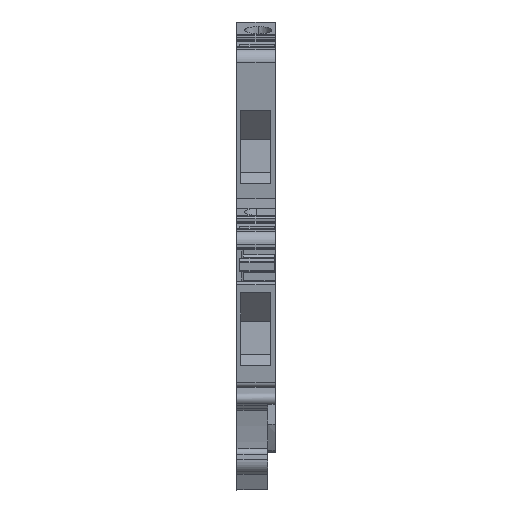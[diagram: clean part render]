
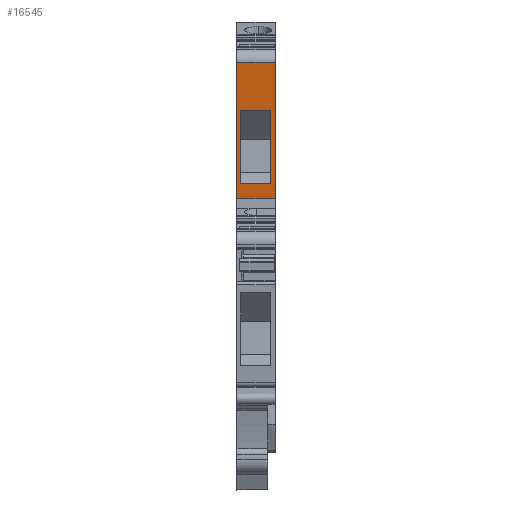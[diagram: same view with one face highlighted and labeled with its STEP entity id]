
A CAD part, front view. The second image highlights one B-rep face of the part: STEP entity #16545.
In plain terms, the highlighted planar face has unit normal (0, -0.985, -0.173).
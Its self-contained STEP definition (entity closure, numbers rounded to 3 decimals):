
#16526=AXIS2_PLACEMENT_3D('Plane Axis2P3D',#16523,#16524,#16525) ;
#2575=CARTESIAN_POINT('Vertex',(5.1,14.023,56.877)) ;
#2578=CARTESIAN_POINT('Line Origine',(5.1,15.618,47.813)) ;
#2582=CARTESIAN_POINT('Vertex',(5.1,17.214,38.75)) ;
#6120=CARTESIAN_POINT('Vertex',(0.,17.214,38.75)) ;
#6123=CARTESIAN_POINT('Line Origine',(0.,15.618,47.813)) ;
#6127=CARTESIAN_POINT('Vertex',(0.,14.023,56.877)) ;
#11248=CARTESIAN_POINT('Line Origine',(0.5,16.011,45.585)) ;
#11252=CARTESIAN_POINT('Vertex',(0.5,15.156,50.44)) ;
#11254=CARTESIAN_POINT('Vertex',(0.5,16.866,40.73)) ;
#11300=CARTESIAN_POINT('Vertex',(4.5,16.866,40.73)) ;
#11310=CARTESIAN_POINT('Line Origine',(2.5,16.866,40.73)) ;
#12802=CARTESIAN_POINT('Vertex',(4.5,15.156,50.44)) ;
#12805=CARTESIAN_POINT('Line Origine',(2.5,15.156,50.44)) ;
#12817=CARTESIAN_POINT('Line Origine',(4.5,16.011,45.585)) ;
#16511=CARTESIAN_POINT('Line Origine',(2.55,14.023,56.877)) ;
#16523=CARTESIAN_POINT('Axis2P3D Location',(0.,14.023,56.877)) ;
#16528=CARTESIAN_POINT('Line Origine',(2.55,17.214,38.75)) ;
#2579=DIRECTION('Vector Direction',(0.,0.173,-0.985)) ;
#6124=DIRECTION('Vector Direction',(0.,0.173,-0.985)) ;
#11249=DIRECTION('Vector Direction',(0.,-0.173,0.985)) ;
#11311=DIRECTION('Vector Direction',(1.,0.,0.)) ;
#12806=DIRECTION('Vector Direction',(1.,0.,0.)) ;
#12818=DIRECTION('Vector Direction',(0.,-0.173,0.985)) ;
#16512=DIRECTION('Vector Direction',(-1.,0.,0.)) ;
#16524=DIRECTION('Axis2P3D Direction',(0.,0.985,0.173)) ;
#16525=DIRECTION('Axis2P3D XDirection',(0.,0.173,-0.985)) ;
#16529=DIRECTION('Vector Direction',(-1.,0.,0.)) ;
#2580=VECTOR('Line Direction',#2579,1.) ;
#6125=VECTOR('Line Direction',#6124,1.) ;
#11250=VECTOR('Line Direction',#11249,1.) ;
#11312=VECTOR('Line Direction',#11311,1.) ;
#12807=VECTOR('Line Direction',#12806,1.) ;
#12819=VECTOR('Line Direction',#12818,1.) ;
#16513=VECTOR('Line Direction',#16512,1.) ;
#16530=VECTOR('Line Direction',#16529,1.) ;
#16534=ORIENTED_EDGE('',*,*,#16532,.F.) ;
#16535=ORIENTED_EDGE('',*,*,#2584,.F.) ;
#16536=ORIENTED_EDGE('',*,*,#16515,.T.) ;
#16537=ORIENTED_EDGE('',*,*,#6129,.T.) ;
#16540=ORIENTED_EDGE('',*,*,#12809,.T.) ;
#16541=ORIENTED_EDGE('',*,*,#12821,.T.) ;
#16542=ORIENTED_EDGE('',*,*,#11314,.F.) ;
#16543=ORIENTED_EDGE('',*,*,#11256,.F.) ;
#16544=FACE_BOUND('',#16539,.T.) ;
#16545=ADVANCED_FACE('V2',(#16538,#16544),#16527,.F.) ;
#2584=EDGE_CURVE('',#2576,#2583,#2581,.T.) ;
#6129=EDGE_CURVE('',#6128,#6121,#6126,.T.) ;
#11256=EDGE_CURVE('',#11253,#11255,#11251,.F.) ;
#11314=EDGE_CURVE('',#11255,#11301,#11313,.T.) ;
#12809=EDGE_CURVE('',#11253,#12803,#12808,.T.) ;
#12821=EDGE_CURVE('',#12803,#11301,#12820,.F.) ;
#16515=EDGE_CURVE('',#2576,#6128,#16514,.T.) ;
#16532=EDGE_CURVE('',#2583,#6121,#16531,.T.) ;
#16533=EDGE_LOOP('',(#16534,#16535,#16536,#16537)) ;
#16539=EDGE_LOOP('',(#16540,#16541,#16542,#16543)) ;
#16538=FACE_OUTER_BOUND('',#16533,.T.) ;
#2581=LINE('Line',#2578,#2580) ;
#6126=LINE('Line',#6123,#6125) ;
#11251=LINE('Line',#11248,#11250) ;
#11313=LINE('Line',#11310,#11312) ;
#12808=LINE('Line',#12805,#12807) ;
#12820=LINE('Line',#12817,#12819) ;
#16514=LINE('Line',#16511,#16513) ;
#16531=LINE('Line',#16528,#16530) ;
#16527=PLANE('',#16526) ;
#2576=VERTEX_POINT('',#2575) ;
#2583=VERTEX_POINT('',#2582) ;
#6121=VERTEX_POINT('',#6120) ;
#6128=VERTEX_POINT('',#6127) ;
#11253=VERTEX_POINT('',#11252) ;
#11255=VERTEX_POINT('',#11254) ;
#11301=VERTEX_POINT('',#11300) ;
#12803=VERTEX_POINT('',#12802) ;
